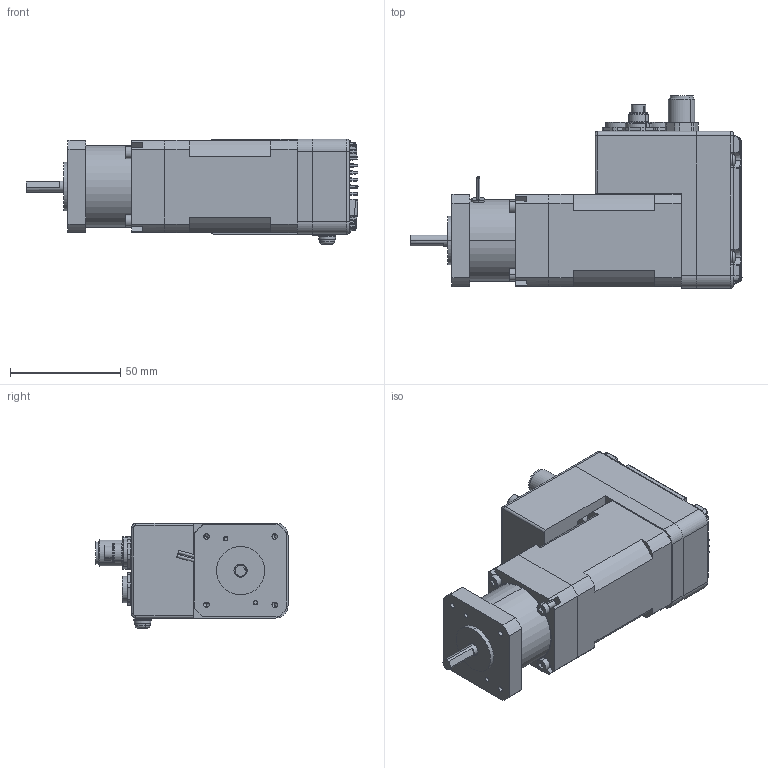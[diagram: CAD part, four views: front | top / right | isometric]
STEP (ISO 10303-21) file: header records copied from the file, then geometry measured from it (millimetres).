
FILE_DESCRIPTION (( 'STEP AP203' ), '1' );
FILE_NAME ('P11A-MO-042-03-R01.STEP', '2020-04-22T01:02:02', ( '' ), ( '' ), 'SwSTEP 2.0', 'SolidWorks 2018', '' );
FILE_SCHEMA (( 'CONFIG_CONTROL_DESIGN' ));
Length unit declared in the file: millimetre
Products named in the file (30): sams; socket head cap screw_ks_KS 1003 - M3 x 20 x 20-N; M119-EC-042-02-R02; 20PS-JMCS-G-1B-TF(N); pan cross head_ks_KS 1023 PC- M4 x 6-N; KMG; small circular plain washer_jis_JIS B 1256 Small circular 4; 86_1031_1100_00012-2; 20R-JMCS-G-B-TF(NSA); P11A-MO-042-03-R01; pan cross head_ks_KS 1023 PC- M3 x 25-N; 目池磐-家南-4P(傈盔)_荐 (09-0411-30-04)-1; M117-MO-042-04-R01_湀_; 42EC-PCB3-01; M119-EC-042-05-R00; 09-0408-30-03(鱔褐)-1; 42EC-PCB4-03; 791091004; M119-EC-042-03-R00; 42EC-PCB5-03; spring lock washer_2_jis_JIS B 1251 No.2 4; P119-MO-042-03-R01; 09-0408-30-03(鱔褐)-2; 86_1031_1100_00012-1; 目池磐-家南-4P(傈盔)_荐 (09-0411-30-04)-2; pan cross head_ks_KS 1023 PC- M3 x 20-N; M119-EC-042-01-R00; BXW-01-10-89_3D; 877601016; 42EC-PCB2-01
Assembly tree (40 placements, depth 4):
  P11A-MO-042-03-R01
    BXW-01-10-89_3D
    socket head cap screw_ks_KS 1003 - M3 x 20 x 20-N  x4
    P119-MO-042-03-R01
      M119-EC-042-02-R02
      pan cross head_ks_KS 1023 PC- M3 x 20-N  x2
      pan cross head_ks_KS 1023 PC- M3 x 25-N  x2
      42EC-PCB5-03
      M119-EC-042-01-R00
      M119-EC-042-03-R00
      42EC-PCB2-01
      86_1031_1100_00012-1
      86_1031_1100_00012-2
      09-0408-30-03(鱔褐)-1  x2
      09-0408-30-03(鱔褐)-2  x2
      目池磐-家南-4P(傈盔)_荐 (09-0411-30-04)-1
      目池磐-家南-4P(傈盔)_荐 (09-0411-30-04)-2
      42EC-PCB4-03
      20PS-JMCS-G-1B-TF(N)  x2
      20R-JMCS-G-B-TF(NSA)  x2
      42EC-PCB3-01
      791091004  x2
      877601016  x2
      KMG
      M119-EC-042-05-R00
      M117-MO-042-04-R01_湀_
      sams
        small circular plain washer_jis_JIS B 1256 Small circular 4
        spring lock washer_2_jis_JIS B 1251 No.2 4
        pan cross head_ks_KS 1023 PC- M4 x 6-N
Bounding box: 150.6 x 87.1 x 47.84 mm (x, y, z)
Volume: 215235.2 mm3; surface area: 110812.1 mm2
Topology: 50 solids, 50 shells, 5599 faces, 14587 edges, 9260 vertices
Faces by surface type: plane 3435, cylinder 1348, bspline 357, cone 329, torus 68, sphere 62
Entity records: 130217 total; most frequent: CARTESIAN_POINT 32364, ORIENTED_EDGE 20050, DIRECTION 19192, EDGE_CURVE 10025, VECTOR 6488, LINE 6488, VERTEX_POINT 6376, AXIS2_PLACEMENT_3D 6352
